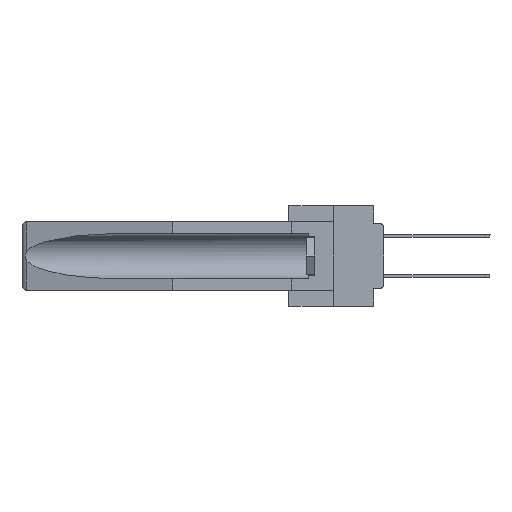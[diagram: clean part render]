
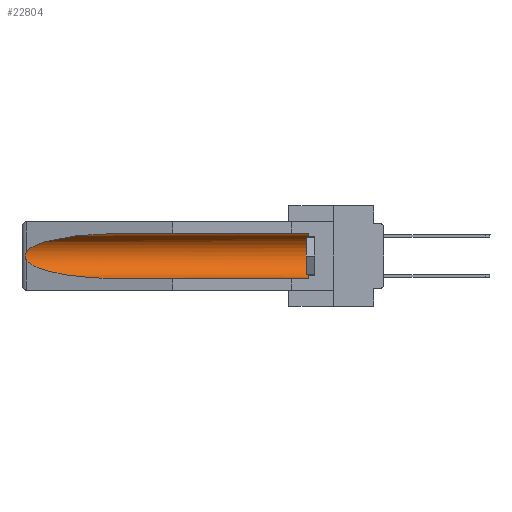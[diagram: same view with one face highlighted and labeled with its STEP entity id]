
A CAD part, left-side view. The second image highlights one B-rep face of the part: STEP entity #22804.
In plain terms, the highlighted cylindrical face has radius 2.857 mm (diameter 5.715 mm), a partial arc.
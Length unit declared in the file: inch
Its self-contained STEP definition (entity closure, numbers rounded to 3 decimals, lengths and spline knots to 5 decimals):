
#34 = CARTESIAN_POINT ( 'NONE',  ( 0.26537, 1.52718, -0.14972 ) ) ;
#431 = ORIENTED_EDGE ( 'NONE', *, *, #11551, .T. ) ;
#613 = CYLINDRICAL_SURFACE ( 'NONE', #31437, 0.1125 ) ;
#705 = CARTESIAN_POINT ( 'NONE',  ( 0.26537, 1.52718, -0.14972 ) ) ;
#959 = DIRECTION ( 'NONE',  ( 0., 0., 1. ) ) ;
#2137 = CARTESIAN_POINT ( 'NONE',  ( 0.155, 1.07973, -0.284 ) ) ;
#2642 = VECTOR ( 'NONE', #13467, 39.37008 ) ;
#3333 = CARTESIAN_POINT ( 'NONE',  ( 0.155, 1.07973, -0.059 ) ) ;
#3724 = CARTESIAN_POINT ( 'NONE',  ( 0.25451, 1.48313, -0.24835 ) ) ;
#4949 = CARTESIAN_POINT ( 'NONE',  ( 0.26537, 1.52718, -0.19328 ) ) ;
#5600 = ORIENTED_EDGE ( 'NONE', *, *, #11447, .T. ) ;
#5841 = VERTEX_POINT ( 'NONE', #13913 ) ;
#6001 = EDGE_CURVE ( 'NONE', #34041, #15355, #29452, .T. ) ;
#7036 = ORIENTED_EDGE ( 'NONE', *, *, #15979, .T. ) ;
#8347 = EDGE_LOOP ( 'NONE', ( #431, #7036, #26638, #10069, #31046, #5600 ) ) ;
#8375 = EDGE_CURVE ( 'NONE', #5841, #23086, #8648, .T. ) ;
#8648 =( BOUNDED_CURVE ( )  B_SPLINE_CURVE ( 3, ( #27574, #3724, #14363, #24972 ),
 .UNSPECIFIED., .F., .F. ) 
 B_SPLINE_CURVE_WITH_KNOTS ( ( 4, 4 ),
 ( 0.1948, 1.5708 ),
 .UNSPECIFIED. ) 
 CURVE ( )  GEOMETRIC_REPRESENTATION_ITEM ( )  RATIONAL_B_SPLINE_CURVE ( ( 1., 0.848, 0.848, 1. ) ) 
 REPRESENTATION_ITEM ( '' )  );
#9864 = EDGE_CURVE ( 'NONE', #34041, #23086, #30363, .T. ) ;
#10069 = ORIENTED_EDGE ( 'NONE', *, *, #9864, .F. ) ;
#10545 = CARTESIAN_POINT ( 'NONE',  ( 0.2675, 1.53308, -0.17534 ) ) ;
#11202 = LINE ( 'NONE', #21805, #2642 ) ;
#11378 = CARTESIAN_POINT ( 'NONE',  ( 0.155, 0.126, -0.284 ) ) ;
#11447 = EDGE_CURVE ( 'NONE', #15355, #29796, #11202, .T. ) ;
#11551 = EDGE_CURVE ( 'NONE', #29796, #21621, #13329, .T. ) ;
#13075 = CARTESIAN_POINT ( 'NONE',  ( 0.26537, 1.52718, -0.14972 ) ) ;
#13329 =( BOUNDED_CURVE ( )  B_SPLINE_CURVE ( 3, ( #3333, #32086, #18862, #705 ),
 .UNSPECIFIED., .F., .F. ) 
 B_SPLINE_CURVE_WITH_KNOTS ( ( 4, 4 ),
 ( 4.71239, 6.08839 ),
 .UNSPECIFIED. ) 
 CURVE ( )  GEOMETRIC_REPRESENTATION_ITEM ( )  RATIONAL_B_SPLINE_CURVE ( ( 1., 0.848, 0.848, 1. ) ) 
 REPRESENTATION_ITEM ( '' )  );
#13467 = DIRECTION ( 'NONE',  ( 0., 1., 0. ) ) ;
#13913 = CARTESIAN_POINT ( 'NONE',  ( 0.26537, 1.52718, -0.19328 ) ) ;
#14044 = CARTESIAN_POINT ( 'NONE',  ( 0.155, -0.30754, -0.1715 ) ) ;
#14156 = B_SPLINE_CURVE_WITH_KNOTS ( 'NONE', 3,
 ( #34, #34204, #34369, #15253, #26345, #10545, #20804, #28626, #28440, #4949 ),
 .UNSPECIFIED., .F., .F.,
 ( 4, 2, 2, 2, 4 ),
 ( 0., 0.00029, 0.00058, 0.00087, 0.00117 ),
 .UNSPECIFIED. ) ;
#14363 = CARTESIAN_POINT ( 'NONE',  ( 0.21114, 1.30732, -0.284 ) ) ;
#14706 = DIRECTION ( 'NONE',  ( 0., 1., 0. ) ) ;
#15253 = CARTESIAN_POINT ( 'NONE',  ( 0.2673, 1.5327, -0.16383 ) ) ;
#15355 = VERTEX_POINT ( 'NONE', #26802 ) ;
#15979 = EDGE_CURVE ( 'NONE', #21621, #5841, #14156, .T. ) ;
#16718 = DIRECTION ( 'NONE',  ( 0., 0., 1. ) ) ;
#18862 = CARTESIAN_POINT ( 'NONE',  ( 0.25451, 1.48313, -0.09465 ) ) ;
#20570 = AXIS2_PLACEMENT_3D ( 'NONE', #30448, #29924, #16718 ) ;
#20804 = CARTESIAN_POINT ( 'NONE',  ( 0.2673, 1.53269, -0.17917 ) ) ;
#21621 = VERTEX_POINT ( 'NONE', #13075 ) ;
#21805 = CARTESIAN_POINT ( 'NONE',  ( 0.155, -0.30754, -0.059 ) ) ;
#22804 = ADVANCED_FACE ( 'NONE', ( #32333 ), #613, .F. ) ;
#23086 = VERTEX_POINT ( 'NONE', #2137 ) ;
#24972 = CARTESIAN_POINT ( 'NONE',  ( 0.155, 1.07973, -0.284 ) ) ;
#26345 = CARTESIAN_POINT ( 'NONE',  ( 0.2675, 1.53308, -0.16763 ) ) ;
#26638 = ORIENTED_EDGE ( 'NONE', *, *, #8375, .T. ) ;
#26802 = CARTESIAN_POINT ( 'NONE',  ( 0.155, 0.126, -0.059 ) ) ;
#27385 = CARTESIAN_POINT ( 'NONE',  ( 0.155, -0.30754, -0.284 ) ) ;
#27574 = CARTESIAN_POINT ( 'NONE',  ( 0.26537, 1.52718, -0.19328 ) ) ;
#28440 = CARTESIAN_POINT ( 'NONE',  ( 0.26597, 1.5296, -0.19026 ) ) ;
#28626 = CARTESIAN_POINT ( 'NONE',  ( 0.26655, 1.53094, -0.18657 ) ) ;
#28726 = CARTESIAN_POINT ( 'NONE',  ( 0.155, 1.07973, -0.059 ) ) ;
#29452 = CIRCLE ( 'NONE', #20570, 0.1125 ) ;
#29796 = VERTEX_POINT ( 'NONE', #28726 ) ;
#29924 = DIRECTION ( 'NONE',  ( 0., -1., 0. ) ) ;
#30057 = DIRECTION ( 'NONE',  ( 0., 1., 0. ) ) ;
#30363 = LINE ( 'NONE', #27385, #31448 ) ;
#30448 = CARTESIAN_POINT ( 'NONE',  ( 0.155, 0.126, -0.1715 ) ) ;
#31046 = ORIENTED_EDGE ( 'NONE', *, *, #6001, .T. ) ;
#31437 = AXIS2_PLACEMENT_3D ( 'NONE', #14044, #30057, #959 ) ;
#31448 = VECTOR ( 'NONE', #14706, 39.37008 ) ;
#32086 = CARTESIAN_POINT ( 'NONE',  ( 0.21114, 1.30732, -0.059 ) ) ;
#32333 = FACE_OUTER_BOUND ( 'NONE', #8347, .T. ) ;
#34041 = VERTEX_POINT ( 'NONE', #11378 ) ;
#34204 = CARTESIAN_POINT ( 'NONE',  ( 0.26597, 1.52961, -0.15275 ) ) ;
#34369 = CARTESIAN_POINT ( 'NONE',  ( 0.26654, 1.53092, -0.15636 ) ) ;
